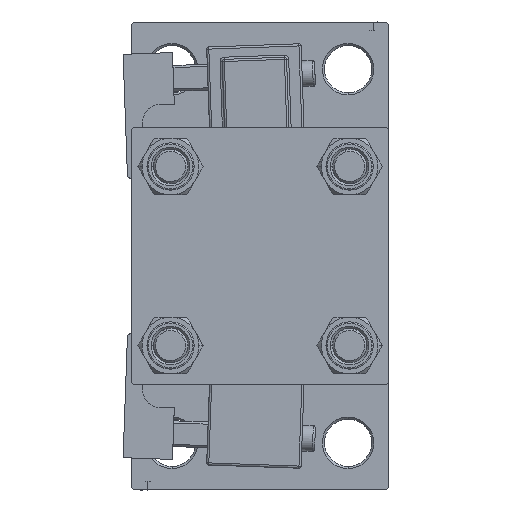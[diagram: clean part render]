
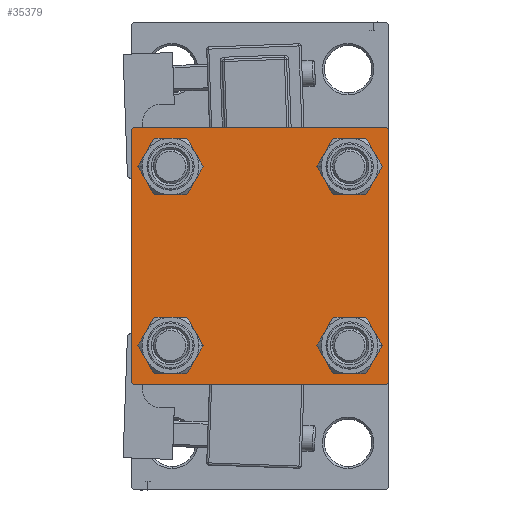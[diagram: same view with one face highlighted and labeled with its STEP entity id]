
A CAD part, left-side view. The second image highlights one B-rep face of the part: STEP entity #35379.
In plain terms, the highlighted planar face has unit normal (-1, 0, 0).
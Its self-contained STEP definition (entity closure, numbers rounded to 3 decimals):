
#77 = EDGE_CURVE ( 'NONE', #2325, #5043, #32512, .T. ) ;
#329 = EDGE_CURVE ( 'NONE', #1358, #36038, #27753, .T. ) ;
#587 = ORIENTED_EDGE ( 'NONE', *, *, #46334, .T. ) ;
#674 = ORIENTED_EDGE ( 'NONE', *, *, #18839, .T. ) ;
#787 = DIRECTION ( 'NONE',  ( 0., 0.707, -0.707 ) ) ;
#1216 = VERTEX_POINT ( 'NONE', #29388 ) ;
#1358 = VERTEX_POINT ( 'NONE', #12430 ) ;
#1758 = ORIENTED_EDGE ( 'NONE', *, *, #38459, .T. ) ;
#1844 = EDGE_CURVE ( 'NONE', #17505, #30038, #27013, .T. ) ;
#2274 = CARTESIAN_POINT ( 'NONE',  ( 0., 20.85, -20.85 ) ) ;
#2325 = VERTEX_POINT ( 'NONE', #43893 ) ;
#3129 = CARTESIAN_POINT ( 'NONE',  ( 0., 30., 29.5 ) ) ;
#3837 = VECTOR ( 'NONE', #13267, 1000. ) ;
#3867 = ORIENTED_EDGE ( 'NONE', *, *, #50519, .T. ) ;
#4705 = EDGE_LOOP ( 'NONE', ( #12107, #3867 ) ) ;
#4884 = ORIENTED_EDGE ( 'NONE', *, *, #19955, .T. ) ;
#5043 = VERTEX_POINT ( 'NONE', #3129 ) ;
#5054 = CIRCLE ( 'NONE', #18339, 4.5 ) ;
#5514 = CIRCLE ( 'NONE', #13077, 4.5 ) ;
#5736 = EDGE_LOOP ( 'NONE', ( #4884, #18236 ) ) ;
#6041 = DIRECTION ( 'NONE',  ( 0., -1., 0. ) ) ;
#6295 = FACE_OUTER_BOUND ( 'NONE', #24476, .T. ) ;
#6372 = LINE ( 'NONE', #11545, #41663 ) ;
#6554 = DIRECTION ( 'NONE',  ( -1., 0., 0. ) ) ;
#6756 = VERTEX_POINT ( 'NONE', #44823 ) ;
#6784 = CIRCLE ( 'NONE', #39175, 4.5 ) ;
#6786 = CARTESIAN_POINT ( 'NONE',  ( 0., 30., -29.5 ) ) ;
#7019 = EDGE_CURVE ( 'NONE', #2325, #50737, #15926, .T. ) ;
#8206 = AXIS2_PLACEMENT_3D ( 'NONE', #11289, #46910, #11797 ) ;
#8318 = AXIS2_PLACEMENT_3D ( 'NONE', #40014, #20260, #16362 ) ;
#8979 = DIRECTION ( 'NONE',  ( 0., 0., 1. ) ) ;
#8997 = CARTESIAN_POINT ( 'NONE',  ( 0., -29.5, 30. ) ) ;
#9171 = CARTESIAN_POINT ( 'NONE',  ( 0., 30., -30. ) ) ;
#9208 = DIRECTION ( 'NONE',  ( 0., 0., 1. ) ) ;
#10366 = DIRECTION ( 'NONE',  ( 0., 0., -1. ) ) ;
#10375 = DIRECTION ( 'NONE',  ( 1., 0., 0. ) ) ;
#10453 = FACE_BOUND ( 'NONE', #4705, .T. ) ;
#11289 = CARTESIAN_POINT ( 'NONE',  ( 0., 20.85, 20.85 ) ) ;
#11545 = CARTESIAN_POINT ( 'NONE',  ( 0., -30., 30. ) ) ;
#11569 = EDGE_LOOP ( 'NONE', ( #41958, #44160 ) ) ;
#11773 = CARTESIAN_POINT ( 'NONE',  ( 0., -20.85, -25.35 ) ) ;
#11797 = DIRECTION ( 'NONE',  ( 0., 0., 1. ) ) ;
#12026 = AXIS2_PLACEMENT_3D ( 'NONE', #17806, #33671, #8979 ) ;
#12107 = ORIENTED_EDGE ( 'NONE', *, *, #329, .T. ) ;
#12121 = CARTESIAN_POINT ( 'NONE',  ( 0., 20.85, -25.35 ) ) ;
#12430 = CARTESIAN_POINT ( 'NONE',  ( 0., 20.85, -16.35 ) ) ;
#12966 = ORIENTED_EDGE ( 'NONE', *, *, #22493, .T. ) ;
#13065 = EDGE_CURVE ( 'NONE', #22481, #1216, #24842, .T. ) ;
#13077 = AXIS2_PLACEMENT_3D ( 'NONE', #25080, #45075, #9208 ) ;
#13267 = DIRECTION ( 'NONE',  ( 0., -0.707, 0.707 ) ) ;
#13758 = LINE ( 'NONE', #26497, #24082 ) ;
#14102 = CARTESIAN_POINT ( 'NONE',  ( 0., 0., 0. ) ) ;
#14975 = DIRECTION ( 'NONE',  ( 0., -0.707, -0.707 ) ) ;
#15485 = LINE ( 'NONE', #38118, #40861 ) ;
#15926 = LINE ( 'NONE', #31779, #45324 ) ;
#16362 = DIRECTION ( 'NONE',  ( 0., 0., 1. ) ) ;
#17505 = VERTEX_POINT ( 'NONE', #43953 ) ;
#17806 = CARTESIAN_POINT ( 'NONE',  ( 0., -20.85, -20.85 ) ) ;
#18236 = ORIENTED_EDGE ( 'NONE', *, *, #13065, .T. ) ;
#18339 = AXIS2_PLACEMENT_3D ( 'NONE', #18467, #23394, #42383 ) ;
#18467 = CARTESIAN_POINT ( 'NONE',  ( 0., 20.85, 20.85 ) ) ;
#18583 = VERTEX_POINT ( 'NONE', #39887 ) ;
#18839 = EDGE_CURVE ( 'NONE', #44061, #26813, #39862, .T. ) ;
#19404 = ORIENTED_EDGE ( 'NONE', *, *, #35659, .T. ) ;
#19955 = EDGE_CURVE ( 'NONE', #1216, #22481, #5054, .T. ) ;
#19960 = EDGE_LOOP ( 'NONE', ( #674, #1758 ) ) ;
#20260 = DIRECTION ( 'NONE',  ( 1., 0., 0. ) ) ;
#20570 = CARTESIAN_POINT ( 'NONE',  ( 0., -29.75, -29.75 ) ) ;
#20778 = CARTESIAN_POINT ( 'NONE',  ( 0., -20.85, 16.35 ) ) ;
#22481 = VERTEX_POINT ( 'NONE', #38634 ) ;
#22493 = EDGE_CURVE ( 'NONE', #44184, #34696, #15485, .T. ) ;
#23112 = CARTESIAN_POINT ( 'NONE',  ( 0., 20.85, -20.85 ) ) ;
#23391 = DIRECTION ( 'NONE',  ( 0., 0., 1. ) ) ;
#23394 = DIRECTION ( 'NONE',  ( 1., 0., 0. ) ) ;
#23531 = VECTOR ( 'NONE', #25739, 1000. ) ;
#24082 = VECTOR ( 'NONE', #10366, 1000. ) ;
#24476 = EDGE_LOOP ( 'NONE', ( #587, #12966, #29774, #19404, #39079, #39324, #41340, #48809 ) ) ;
#24842 = CIRCLE ( 'NONE', #8206, 4.5 ) ;
#25022 = CARTESIAN_POINT ( 'NONE',  ( 0., -20.85, 25.35 ) ) ;
#25080 = CARTESIAN_POINT ( 'NONE',  ( 0., -20.85, 20.85 ) ) ;
#25266 = VECTOR ( 'NONE', #787, 1000. ) ;
#25567 = EDGE_CURVE ( 'NONE', #34696, #33386, #49450, .T. ) ;
#25739 = DIRECTION ( 'NONE',  ( 0., 0.707, 0.707 ) ) ;
#25996 = LINE ( 'NONE', #30401, #23531 ) ;
#26250 = DIRECTION ( 'NONE',  ( 0., 0., 1. ) ) ;
#26497 = CARTESIAN_POINT ( 'NONE',  ( 0., 30., 30. ) ) ;
#26794 = EDGE_CURVE ( 'NONE', #30038, #17505, #47519, .T. ) ;
#26813 = VERTEX_POINT ( 'NONE', #20778 ) ;
#27013 = CIRCLE ( 'NONE', #12026, 4.5 ) ;
#27042 = DIRECTION ( 'NONE',  ( 1., 0., 0. ) ) ;
#27094 = FACE_BOUND ( 'NONE', #5736, .T. ) ;
#27295 = CARTESIAN_POINT ( 'NONE',  ( 0., -20.85, -20.85 ) ) ;
#27753 = CIRCLE ( 'NONE', #41887, 4.5 ) ;
#27889 = DIRECTION ( 'NONE',  ( 0., -1., 0. ) ) ;
#28476 = EDGE_CURVE ( 'NONE', #6756, #50737, #25996, .T. ) ;
#29388 = CARTESIAN_POINT ( 'NONE',  ( 0., 20.85, 25.35 ) ) ;
#29774 = ORIENTED_EDGE ( 'NONE', *, *, #25567, .T. ) ;
#30038 = VERTEX_POINT ( 'NONE', #11773 ) ;
#30401 = CARTESIAN_POINT ( 'NONE',  ( 0., -29.75, 29.75 ) ) ;
#31470 = CARTESIAN_POINT ( 'NONE',  ( 0., 29.75, 29.75 ) ) ;
#31779 = CARTESIAN_POINT ( 'NONE',  ( 0., 30., 30. ) ) ;
#32512 = LINE ( 'NONE', #31470, #25266 ) ;
#32775 = CARTESIAN_POINT ( 'NONE',  ( 0., 29.5, -30. ) ) ;
#33249 = DIRECTION ( 'NONE',  ( 0., 0., 1. ) ) ;
#33386 = VERTEX_POINT ( 'NONE', #46215 ) ;
#33404 = AXIS2_PLACEMENT_3D ( 'NONE', #27295, #27042, #23391 ) ;
#33671 = DIRECTION ( 'NONE',  ( 1., 0., 0. ) ) ;
#34696 = VERTEX_POINT ( 'NONE', #32775 ) ;
#35379 = ADVANCED_FACE ( 'NONE', ( #38277, #50483, #10453, #27094, #6295 ), #42432, .T. ) ;
#35659 = EDGE_CURVE ( 'NONE', #33386, #18583, #45499, .T. ) ;
#36038 = VERTEX_POINT ( 'NONE', #12121 ) ;
#36257 = AXIS2_PLACEMENT_3D ( 'NONE', #14102, #6554, #46584 ) ;
#38094 = DIRECTION ( 'NONE',  ( 0., 0., -1. ) ) ;
#38118 = CARTESIAN_POINT ( 'NONE',  ( 0., 29.75, -29.75 ) ) ;
#38277 = FACE_BOUND ( 'NONE', #19960, .T. ) ;
#38374 = VECTOR ( 'NONE', #6041, 1000. ) ;
#38459 = EDGE_CURVE ( 'NONE', #26813, #44061, #5514, .T. ) ;
#38634 = CARTESIAN_POINT ( 'NONE',  ( 0., 20.85, 16.35 ) ) ;
#39079 = ORIENTED_EDGE ( 'NONE', *, *, #50830, .F. ) ;
#39175 = AXIS2_PLACEMENT_3D ( 'NONE', #2274, #45445, #33249 ) ;
#39324 = ORIENTED_EDGE ( 'NONE', *, *, #28476, .T. ) ;
#39862 = CIRCLE ( 'NONE', #8318, 4.5 ) ;
#39887 = CARTESIAN_POINT ( 'NONE',  ( 0., -30., -29.5 ) ) ;
#40014 = CARTESIAN_POINT ( 'NONE',  ( 0., -20.85, 20.85 ) ) ;
#40861 = VECTOR ( 'NONE', #14975, 1000. ) ;
#41340 = ORIENTED_EDGE ( 'NONE', *, *, #7019, .F. ) ;
#41663 = VECTOR ( 'NONE', #38094, 1000. ) ;
#41887 = AXIS2_PLACEMENT_3D ( 'NONE', #23112, #10375, #26250 ) ;
#41958 = ORIENTED_EDGE ( 'NONE', *, *, #1844, .T. ) ;
#42383 = DIRECTION ( 'NONE',  ( 0., 0., 1. ) ) ;
#42432 = PLANE ( 'NONE',  #36257 ) ;
#43893 = CARTESIAN_POINT ( 'NONE',  ( 0., 29.5, 30. ) ) ;
#43953 = CARTESIAN_POINT ( 'NONE',  ( 0., -20.85, -16.35 ) ) ;
#44061 = VERTEX_POINT ( 'NONE', #25022 ) ;
#44160 = ORIENTED_EDGE ( 'NONE', *, *, #26794, .T. ) ;
#44184 = VERTEX_POINT ( 'NONE', #6786 ) ;
#44823 = CARTESIAN_POINT ( 'NONE',  ( 0., -30., 29.5 ) ) ;
#45075 = DIRECTION ( 'NONE',  ( 1., 0., 0. ) ) ;
#45324 = VECTOR ( 'NONE', #27889, 1000. ) ;
#45445 = DIRECTION ( 'NONE',  ( 1., 0., 0. ) ) ;
#45499 = LINE ( 'NONE', #20570, #3837 ) ;
#46215 = CARTESIAN_POINT ( 'NONE',  ( 0., -29.5, -30. ) ) ;
#46334 = EDGE_CURVE ( 'NONE', #5043, #44184, #13758, .T. ) ;
#46584 = DIRECTION ( 'NONE',  ( 0., 0., 1. ) ) ;
#46910 = DIRECTION ( 'NONE',  ( 1., 0., 0. ) ) ;
#47519 = CIRCLE ( 'NONE', #33404, 4.5 ) ;
#48809 = ORIENTED_EDGE ( 'NONE', *, *, #77, .T. ) ;
#49450 = LINE ( 'NONE', #9171, #38374 ) ;
#50483 = FACE_BOUND ( 'NONE', #11569, .T. ) ;
#50519 = EDGE_CURVE ( 'NONE', #36038, #1358, #6784, .T. ) ;
#50737 = VERTEX_POINT ( 'NONE', #8997 ) ;
#50830 = EDGE_CURVE ( 'NONE', #6756, #18583, #6372, .T. ) ;
